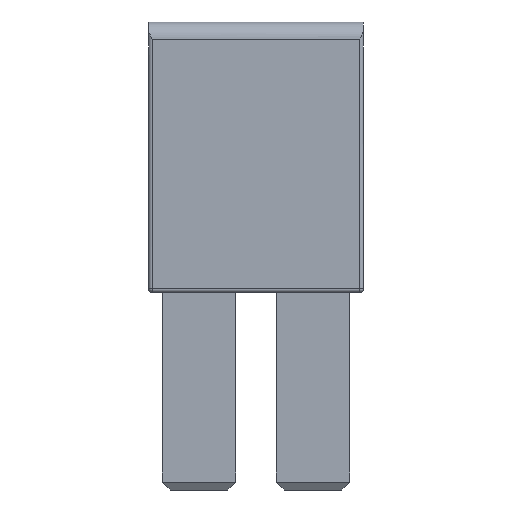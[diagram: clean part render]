
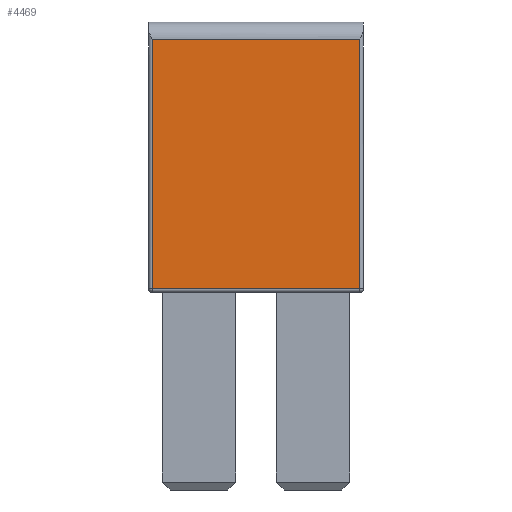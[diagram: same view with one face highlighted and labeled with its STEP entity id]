
A CAD part, front view. The second image highlights one B-rep face of the part: STEP entity #4469.
In plain terms, the highlighted planar face has unit normal (0, -1, 0).
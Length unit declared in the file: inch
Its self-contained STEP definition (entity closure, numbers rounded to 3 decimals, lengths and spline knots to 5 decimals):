
#494=LINE('',#7978,#956);
#496=LINE('',#8005,#958);
#499=LINE('',#8010,#961);
#501=LINE('',#8013,#963);
#956=VECTOR('',#5439,0.6);
#958=VECTOR('',#5447,0.72);
#961=VECTOR('',#5454,0.6);
#963=VECTOR('',#5458,0.72);
#1306=FACE_OUTER_BOUND('',#1570,.T.);
#1570=EDGE_LOOP('',(#4036,#4037,#4038,#4039));
#2136=VERTEX_POINT('',#7965);
#2137=VERTEX_POINT('',#7969);
#2140=VERTEX_POINT('',#7976);
#2141=VERTEX_POINT('',#7977);
#2760=EDGE_CURVE('',#2140,#2141,#494,.T.);
#2766=EDGE_CURVE('',#2137,#2140,#496,.T.);
#2769=EDGE_CURVE('',#2136,#2137,#499,.T.);
#2771=EDGE_CURVE('',#2141,#2136,#501,.T.);
#4036=ORIENTED_EDGE('',*,*,#2760,.F.);
#4037=ORIENTED_EDGE('',*,*,#2766,.F.);
#4038=ORIENTED_EDGE('',*,*,#2769,.F.);
#4039=ORIENTED_EDGE('',*,*,#2771,.F.);
#4196=PLANE('',#4653);
#4469=ADVANCED_FACE('',(#1306),#4196,.T.);
#4653=AXIS2_PLACEMENT_3D('',#8026,#5479,#5480);
#5439=DIRECTION('',(1.,0.,0.));
#5447=DIRECTION('',(0.,0.,1.));
#5454=DIRECTION('',(-1.,0.,0.));
#5458=DIRECTION('',(0.,0.,-1.));
#5479=DIRECTION('center_axis',(0.,-1.,0.));
#5480=DIRECTION('ref_axis',(0.,0.,-1.));
#7965=CARTESIAN_POINT('',(0.61,0.,-0.77));
#7969=CARTESIAN_POINT('',(0.01,0.,-0.77));
#7976=CARTESIAN_POINT('',(0.01,0.,-0.05));
#7977=CARTESIAN_POINT('',(0.61,0.,-0.05));
#7978=CARTESIAN_POINT('',(0.155,0.,-0.05));
#8005=CARTESIAN_POINT('',(0.01,0.,0.));
#8010=CARTESIAN_POINT('',(0.155,0.,-0.77));
#8013=CARTESIAN_POINT('',(0.61,0.,0.));
#8026=CARTESIAN_POINT('Origin',(0.,0.,0.));
